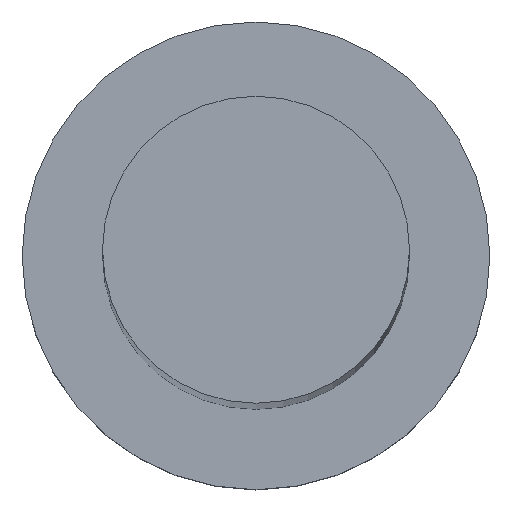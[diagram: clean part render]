
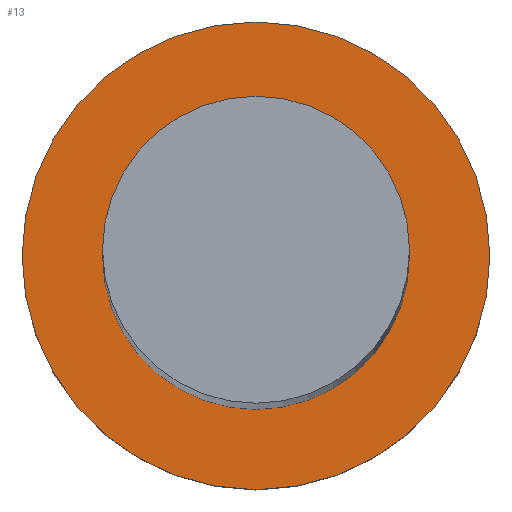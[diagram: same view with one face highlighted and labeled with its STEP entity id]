
A CAD part, top view. The second image highlights one B-rep face of the part: STEP entity #13.
In plain terms, the highlighted planar face has unit normal (0, 0, 1).
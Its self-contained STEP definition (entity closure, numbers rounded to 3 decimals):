
#1 = DIRECTION ( 'NONE',  ( 0., 0., 1. ) ) ;
#7 = CARTESIAN_POINT ( 'NONE',  ( 8., 0., 5. ) ) ;
#12 = AXIS2_PLACEMENT_3D ( 'NONE', #245, #22, #28 ) ;
#13 = ADVANCED_FACE ( 'NONE', ( #208, #182 ), #253, .T. ) ;
#18 = AXIS2_PLACEMENT_3D ( 'NONE', #64, #251, #36 ) ;
#22 = DIRECTION ( 'NONE',  ( 0., 0., 1. ) ) ;
#28 = DIRECTION ( 'NONE',  ( 1., 0., 0. ) ) ;
#33 = EDGE_CURVE ( 'NONE', #61, #186, #62, .T. ) ;
#36 = DIRECTION ( 'NONE',  ( 1., 0., 0. ) ) ;
#38 = VERTEX_POINT ( 'NONE', #211 ) ;
#41 = CARTESIAN_POINT ( 'NONE',  ( 0., 0., 5. ) ) ;
#45 = CARTESIAN_POINT ( 'NONE',  ( -8., 0., 5. ) ) ;
#61 = VERTEX_POINT ( 'NONE', #7 ) ;
#62 = CIRCLE ( 'NONE', #12, 8. ) ;
#64 = CARTESIAN_POINT ( 'NONE',  ( 0., 0., 5. ) ) ;
#69 = AXIS2_PLACEMENT_3D ( 'NONE', #137, #144, #213 ) ;
#81 = AXIS2_PLACEMENT_3D ( 'NONE', #41, #92, #136 ) ;
#87 = EDGE_CURVE ( 'NONE', #38, #107, #124, .T. ) ;
#90 = EDGE_LOOP ( 'NONE', ( #129, #163 ) ) ;
#92 = DIRECTION ( 'NONE',  ( 0., 0., 1. ) ) ;
#93 = DIRECTION ( 'NONE',  ( 1., 0., 0. ) ) ;
#101 = EDGE_CURVE ( 'NONE', #186, #61, #108, .T. ) ;
#107 = VERTEX_POINT ( 'NONE', #174 ) ;
#108 = CIRCLE ( 'NONE', #162, 8. ) ;
#124 = CIRCLE ( 'NONE', #69, 5.25 ) ;
#129 = ORIENTED_EDGE ( 'NONE', *, *, #180, .F. ) ;
#136 = DIRECTION ( 'NONE',  ( 1., 0., 0. ) ) ;
#137 = CARTESIAN_POINT ( 'NONE',  ( 0., 0., 5. ) ) ;
#144 = DIRECTION ( 'NONE',  ( 0., 0., 1. ) ) ;
#162 = AXIS2_PLACEMENT_3D ( 'NONE', #192, #1, #93 ) ;
#163 = ORIENTED_EDGE ( 'NONE', *, *, #87, .F. ) ;
#174 = CARTESIAN_POINT ( 'NONE',  ( -5.25, 0., 5. ) ) ;
#180 = EDGE_CURVE ( 'NONE', #107, #38, #235, .T. ) ;
#182 = FACE_OUTER_BOUND ( 'NONE', #239, .T. ) ;
#186 = VERTEX_POINT ( 'NONE', #45 ) ;
#188 = ORIENTED_EDGE ( 'NONE', *, *, #101, .T. ) ;
#192 = CARTESIAN_POINT ( 'NONE',  ( 0., 0., 5. ) ) ;
#208 = FACE_BOUND ( 'NONE', #90, .T. ) ;
#211 = CARTESIAN_POINT ( 'NONE',  ( 5.25, 0., 5. ) ) ;
#213 = DIRECTION ( 'NONE',  ( 1., 0., 0. ) ) ;
#235 = CIRCLE ( 'NONE', #81, 5.25 ) ;
#238 = ORIENTED_EDGE ( 'NONE', *, *, #33, .T. ) ;
#239 = EDGE_LOOP ( 'NONE', ( #188, #238 ) ) ;
#245 = CARTESIAN_POINT ( 'NONE',  ( 0., 0., 5. ) ) ;
#251 = DIRECTION ( 'NONE',  ( 0., 0., 1. ) ) ;
#253 = PLANE ( 'NONE',  #18 ) ;
